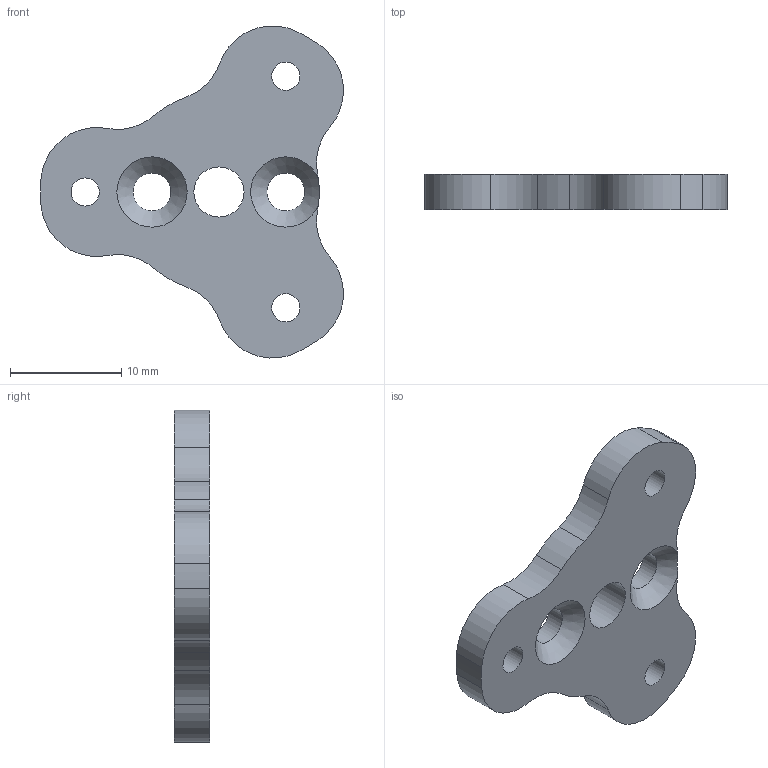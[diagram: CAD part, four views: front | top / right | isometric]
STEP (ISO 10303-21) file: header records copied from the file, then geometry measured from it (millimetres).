
FILE_DESCRIPTION(/* description */ (''),/* implementation_level */ '2;1');
FILE_NAME(/* name */ 'Pulley Bracket v1.step',/* time_stamp */ '2019-09-15T12:41:10-07:00',/* author */ (''),/* organization */ (''),/* preprocessor_version */ 'ST-DEVELOPER v18',/* originating_system */ 'Autodesk Translation Framework v8.6.0.1094',/* authorisation */ '');
FILE_SCHEMA (('AUTOMOTIVE_DESIGN { 1 0 10303 214 3 1 1 }'));
Length unit declared in the file: millimetre
Products named in the file (1): Pulley Bracket
Bounding box: 27.16 x 3.17 x 29.78 mm (x, y, z)
Volume: 1363 mm3; surface area: 1351.7 mm2
Topology: 1 solids, 1 shells, 28 faces, 85 edges, 58 vertices
Faces by surface type: cylinder 24, cone 2, plane 2
Full cylindrical faces by diameter (mm): 2.529 x3, 3.4 x2, 4.5 x1
Entity records: 1059 total; most frequent: DIRECTION 200, CARTESIAN_POINT 177, ORIENTED_EDGE 170, AXIS2_PLACEMENT_3D 87, EDGE_CURVE 85, CIRCLE 58, VERTEX_POINT 58, EDGE_LOOP 39
